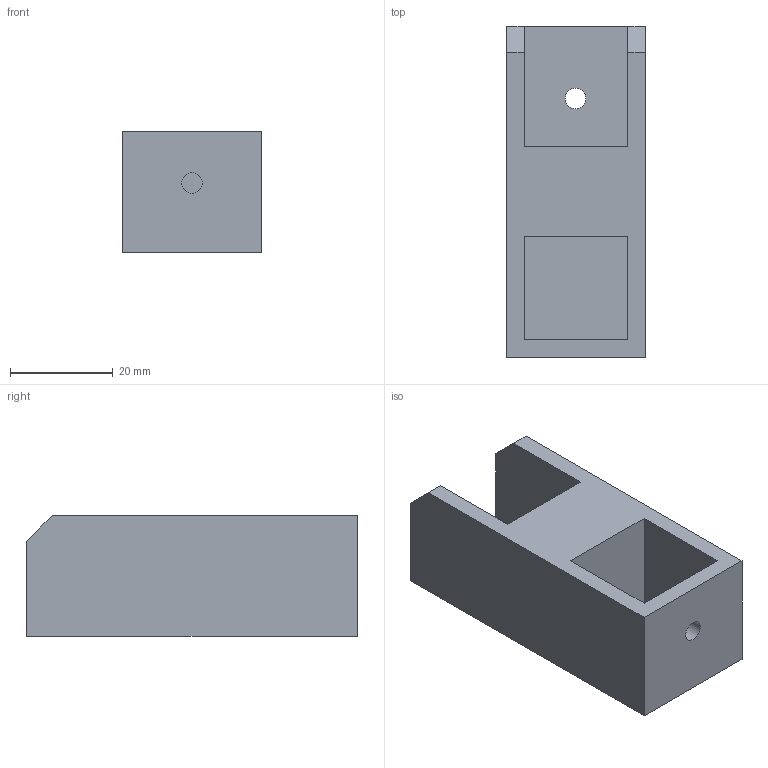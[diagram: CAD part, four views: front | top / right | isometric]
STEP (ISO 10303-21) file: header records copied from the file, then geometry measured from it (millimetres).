
FILE_DESCRIPTION(('FreeCAD Model'),'2;1');
FILE_NAME( 'z-upper-joint-x2.step', '2019-08-07T09:48:16',('Author'),(''), 'Open CASCADE STEP processor 7.3','FreeCAD','Unknown');
FILE_SCHEMA(('AUTOMOTIVE_DESIGN_CC2 { 1 2 10303 214 -1 1 5 4 }'));
Length unit declared in the file: millimetre
Products named in the file (1): z-upper-joint
Bounding box: 27 x 64.5 x 23.5 mm (x, y, z)
Volume: 23098.7 mm3; surface area: 10306 mm2
Topology: 1 solids, 1 shells, 19 faces, 48 edges, 32 vertices
Faces by surface type: plane 17, cylinder 2
Full cylindrical faces by diameter (mm): 4 x2
Entity records: 1319 total; most frequent: CARTESIAN_POINT 220, DIRECTION 164, LINE 112, VECTOR 112, ORIENTED_EDGE 96, PCURVE 96, DEFINITIONAL_REPRESENTATION 96, EDGE_CURVE 48
